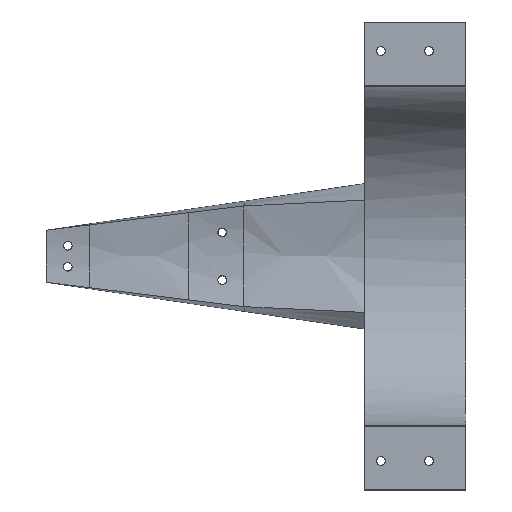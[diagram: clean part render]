
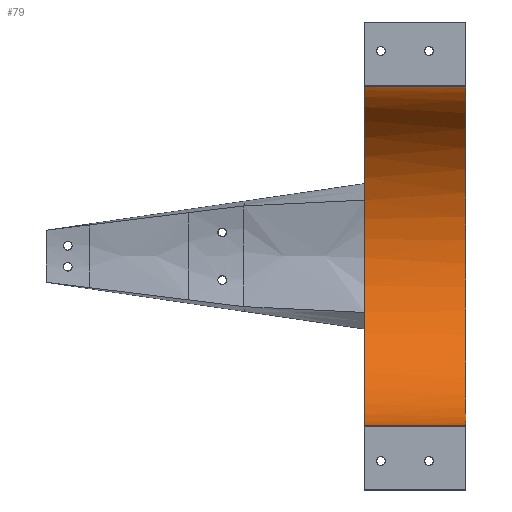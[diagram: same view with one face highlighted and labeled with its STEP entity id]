
A CAD part, top view. The second image highlights one B-rep face of the part: STEP entity #79.
In plain terms, the highlighted free-form (B-spline) face has degree [2, 1] with [5, 2] control points.
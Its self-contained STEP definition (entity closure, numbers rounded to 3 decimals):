
#79=ADVANCED_FACE('',(#185),#1782,.T.);
#185=FACE_OUTER_BOUND('',#299,.T.);
#299=EDGE_LOOP('',(#593,#594,#595,#596,#597,#598));
#593=ORIENTED_EDGE('',*,*,#983,.T.);
#594=ORIENTED_EDGE('',*,*,#1065,.F.);
#595=ORIENTED_EDGE('',*,*,#1110,.F.);
#596=ORIENTED_EDGE('',*,*,#1066,.F.);
#597=ORIENTED_EDGE('',*,*,#1022,.T.);
#598=ORIENTED_EDGE('',*,*,#1062,.T.);
#983=EDGE_CURVE('',#1600,#1599,#1371,.T.);
#1022=EDGE_CURVE('',#1653,#1635,#1397,.T.);
#1062=EDGE_CURVE('',#1635,#1600,#1437,.T.);
#1065=EDGE_CURVE('',#1578,#1599,#1440,.T.);
#1066=EDGE_CURVE('',#1653,#1579,#1441,.T.);
#1110=EDGE_CURVE('',#1579,#1578,#1485,.T.);
#1371=(
BOUNDED_CURVE()
B_SPLINE_CURVE(2,(#3811,#3812,#3813,#3814,#3815),.UNSPECIFIED.,.F.,.F.)
B_SPLINE_CURVE_WITH_KNOTS((3,2,3),(-307.293,-217.754,
-128.215),.UNSPECIFIED.)
CURVE()
GEOMETRIC_REPRESENTATION_ITEM()
RATIONAL_B_SPLINE_CURVE((1.,0.723,1.,0.723,1.))
REPRESENTATION_ITEM('')
);
#1397=(
BOUNDED_CURVE()
B_SPLINE_CURVE(2,(#3971,#3972,#3973),.UNSPECIFIED.,.F.,.F.)
B_SPLINE_CURVE_WITH_KNOTS((3,3),(238.365,307.293),
 .UNSPECIFIED.)
CURVE()
GEOMETRIC_REPRESENTATION_ITEM()
RATIONAL_B_SPLINE_CURVE((1.,0.828,1.))
REPRESENTATION_ITEM('')
);
#1437=(
BOUNDED_CURVE()
B_SPLINE_CURVE(1,(#4074,#4075),.UNSPECIFIED.,.F.,.F.)
B_SPLINE_CURVE_WITH_KNOTS((2,2),(0.,35.),.UNSPECIFIED.)
CURVE()
GEOMETRIC_REPRESENTATION_ITEM()
RATIONAL_B_SPLINE_CURVE((1.,1.))
REPRESENTATION_ITEM('')
);
#1440=(
BOUNDED_CURVE()
B_SPLINE_CURVE(1,(#4082,#4083),.UNSPECIFIED.,.F.,.F.)
B_SPLINE_CURVE_WITH_KNOTS((2,2),(0.,35.),.UNSPECIFIED.)
CURVE()
GEOMETRIC_REPRESENTATION_ITEM()
RATIONAL_B_SPLINE_CURVE((1.,1.))
REPRESENTATION_ITEM('')
);
#1441=(
BOUNDED_CURVE()
B_SPLINE_CURVE(2,(#4084,#4085,#4086,#4087,#4088),.UNSPECIFIED.,.F.,.F.)
B_SPLINE_CURVE_WITH_KNOTS((3,2,3),(-238.365,-217.754,
-197.143),.UNSPECIFIED.)
CURVE()
GEOMETRIC_REPRESENTATION_ITEM()
RATIONAL_B_SPLINE_CURVE((1.,0.986,1.,0.986,1.))
REPRESENTATION_ITEM('')
);
#1485=(
BOUNDED_CURVE()
B_SPLINE_CURVE(2,(#4201,#4202,#4203,#4204,#4205),.UNSPECIFIED.,.F.,.F.)
B_SPLINE_CURVE_WITH_KNOTS((3,2,3),(-197.143,-197.138,
-128.215),.UNSPECIFIED.)
CURVE()
GEOMETRIC_REPRESENTATION_ITEM()
RATIONAL_B_SPLINE_CURVE((1.,0.95,0.902,0.787,
1.))
REPRESENTATION_ITEM('')
);
#1578=VERTEX_POINT('',#3609);
#1579=VERTEX_POINT('',#3610);
#1599=VERTEX_POINT('',#3630);
#1600=VERTEX_POINT('',#3631);
#1635=VERTEX_POINT('',#3666);
#1653=VERTEX_POINT('',#3684);
#1782=(
BOUNDED_SURFACE()
B_SPLINE_SURFACE(2,1,((#2127,#2128),(#2129,#2130),(#2131,#2132),(#2133,
#2134),(#2135,#2136)),.UNSPECIFIED.,.F.,.F.,.F.)
B_SPLINE_SURFACE_WITH_KNOTS((3,2,3),(2,2),(128.215,217.754,
307.293),(0.,40.),.UNSPECIFIED.)
GEOMETRIC_REPRESENTATION_ITEM()
RATIONAL_B_SPLINE_SURFACE(((1.,1.),(0.723,0.723),
(1.,1.),(0.723,0.723),(1.,1.)))
REPRESENTATION_ITEM('')
SURFACE()
);
#2127=CARTESIAN_POINT('',(287.56,-1004.778,65.433));
#2128=CARTESIAN_POINT('',(327.56,-1004.778,65.433));
#2129=CARTESIAN_POINT('',(287.56,-1007.318,9.35));
#2130=CARTESIAN_POINT('',(327.56,-1007.318,9.35));
#2131=CARTESIAN_POINT('',(287.56,-1063.458,9.35));
#2132=CARTESIAN_POINT('',(327.56,-1063.458,9.35));
#2133=CARTESIAN_POINT('',(287.56,-1119.598,9.35));
#2134=CARTESIAN_POINT('',(327.56,-1119.598,9.35));
#2135=CARTESIAN_POINT('',(287.56,-1122.138,65.433));
#2136=CARTESIAN_POINT('',(327.56,-1122.138,65.433));
#3609=CARTESIAN_POINT('',(287.56,-1004.778,65.433));
#3610=CARTESIAN_POINT('',(287.56,-1044.06,12.645));
#3630=CARTESIAN_POINT('',(322.56,-1004.778,65.433));
#3631=CARTESIAN_POINT('',(322.56,-1122.138,65.433));
#3666=CARTESIAN_POINT('',(287.56,-1122.138,65.433));
#3684=CARTESIAN_POINT('',(287.56,-1082.856,12.645));
#3811=CARTESIAN_POINT('',(322.56,-1122.138,65.433));
#3812=CARTESIAN_POINT('',(322.56,-1119.598,9.35));
#3813=CARTESIAN_POINT('',(322.56,-1063.458,9.35));
#3814=CARTESIAN_POINT('',(322.56,-1007.318,9.35));
#3815=CARTESIAN_POINT('',(322.56,-1004.778,65.433));
#3971=CARTESIAN_POINT('',(287.56,-1082.856,12.645));
#3972=CARTESIAN_POINT('',(287.56,-1120.341,25.76));
#3973=CARTESIAN_POINT('',(287.56,-1122.138,65.433));
#4074=CARTESIAN_POINT('',(287.56,-1122.138,65.433));
#4075=CARTESIAN_POINT('',(322.56,-1122.138,65.433));
#4082=CARTESIAN_POINT('',(287.56,-1004.778,65.433));
#4083=CARTESIAN_POINT('',(322.56,-1004.778,65.433));
#4084=CARTESIAN_POINT('',(287.56,-1082.856,12.645));
#4085=CARTESIAN_POINT('',(287.56,-1073.437,9.35));
#4086=CARTESIAN_POINT('',(287.56,-1063.458,9.35));
#4087=CARTESIAN_POINT('',(287.56,-1053.479,9.35));
#4088=CARTESIAN_POINT('',(287.56,-1044.06,12.645));
#4201=CARTESIAN_POINT('',(287.56,-1044.06,12.645));
#4202=CARTESIAN_POINT('',(287.56,-1044.058,12.646));
#4203=CARTESIAN_POINT('',(287.56,-1044.056,12.647));
#4204=CARTESIAN_POINT('',(287.56,-1006.575,25.763));
#4205=CARTESIAN_POINT('',(287.56,-1004.778,65.433));
